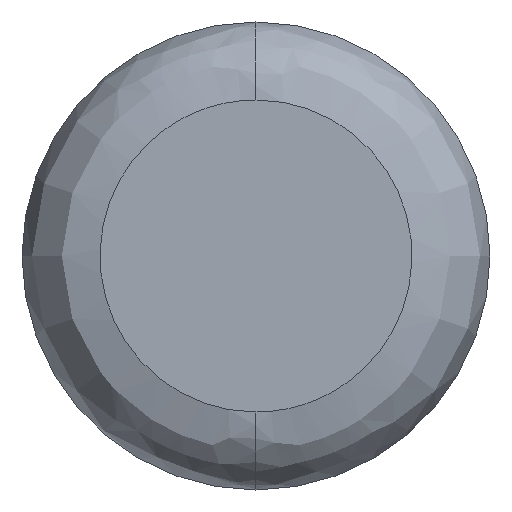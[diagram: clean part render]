
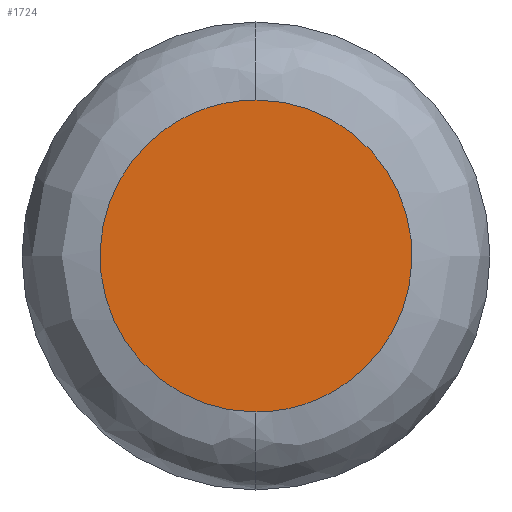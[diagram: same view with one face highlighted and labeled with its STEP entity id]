
A CAD part, left-side view. The second image highlights one B-rep face of the part: STEP entity #1724.
In plain terms, the highlighted face is planar.
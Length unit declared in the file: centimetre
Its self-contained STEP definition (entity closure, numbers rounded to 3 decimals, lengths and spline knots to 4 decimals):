
#110 = CARTESIAN_POINT ( 'NONE',  ( -0.05, -0.1, 0. ) ) ;
#244 = CARTESIAN_POINT ( 'NONE',  ( 0.05, 0., 0. ) ) ;
#278 = PLANE ( 'NONE',  #980 ) ;
#392 =( BOUNDED_CURVE ( )  B_SPLINE_CURVE ( 3, ( #1172, #110, #724, #734 ),
 .UNSPECIFIED., .F., .F. ) 
 B_SPLINE_CURVE_WITH_KNOTS ( ( 4, 4 ),
 ( 0.5, 1. ),
 .UNSPECIFIED. ) 
 CURVE ( )  GEOMETRIC_REPRESENTATION_ITEM ( )  RATIONAL_B_SPLINE_CURVE ( ( 1., 0.333, 0.333, 1. ) ) 
 REPRESENTATION_ITEM ( '' )  );
#400 = FACE_OUTER_BOUND ( 'NONE', #660, .T. ) ;
#525 = ORIENTED_EDGE ( 'NONE', *, *, #628, .F. ) ;
#543 = ORIENTED_EDGE ( 'NONE', *, *, #917, .F. ) ;
#610 = DIRECTION ( 'NONE',  ( 0., 0., 1. ) ) ;
#628 = EDGE_CURVE ( 'NONE', #955, #978, #392, .T. ) ;
#660 = EDGE_LOOP ( 'NONE', ( #543, #525 ) ) ;
#724 = CARTESIAN_POINT ( 'NONE',  ( 0.05, -0.1, 0. ) ) ;
#734 = CARTESIAN_POINT ( 'NONE',  ( 0.05, 0., 0. ) ) ;
#770 = DIRECTION ( 'NONE',  ( 1., 0., 0. ) ) ;
#917 = EDGE_CURVE ( 'NONE', #978, #955, #1399, .T. ) ;
#955 = VERTEX_POINT ( 'NONE', #1580 ) ;
#978 = VERTEX_POINT ( 'NONE', #244 ) ;
#980 = AXIS2_PLACEMENT_3D ( 'NONE', #1056, #610, #770 ) ;
#1056 = CARTESIAN_POINT ( 'NONE',  ( 0., 0., 0. ) ) ;
#1172 = CARTESIAN_POINT ( 'NONE',  ( -0.05, 0., 0. ) ) ;
#1181 = CARTESIAN_POINT ( 'NONE',  ( 0.05, 0., 0. ) ) ;
#1349 = CARTESIAN_POINT ( 'NONE',  ( 0.05, 0.1, 0. ) ) ;
#1399 =( BOUNDED_CURVE ( )  B_SPLINE_CURVE ( 3, ( #1181, #1349, #1770, #1622 ),
 .UNSPECIFIED., .F., .F. ) 
 B_SPLINE_CURVE_WITH_KNOTS ( ( 4, 4 ),
 ( 0., 0.5 ),
 .UNSPECIFIED. ) 
 CURVE ( )  GEOMETRIC_REPRESENTATION_ITEM ( )  RATIONAL_B_SPLINE_CURVE ( ( 1., 0.333, 0.333, 1. ) ) 
 REPRESENTATION_ITEM ( '' )  );
#1580 = CARTESIAN_POINT ( 'NONE',  ( -0.05, 0., 0. ) ) ;
#1622 = CARTESIAN_POINT ( 'NONE',  ( -0.05, 0., 0. ) ) ;
#1724 = ADVANCED_FACE ( 'NONE', ( #400 ), #278, .F. ) ;
#1770 = CARTESIAN_POINT ( 'NONE',  ( -0.05, 0.1, 0. ) ) ;
